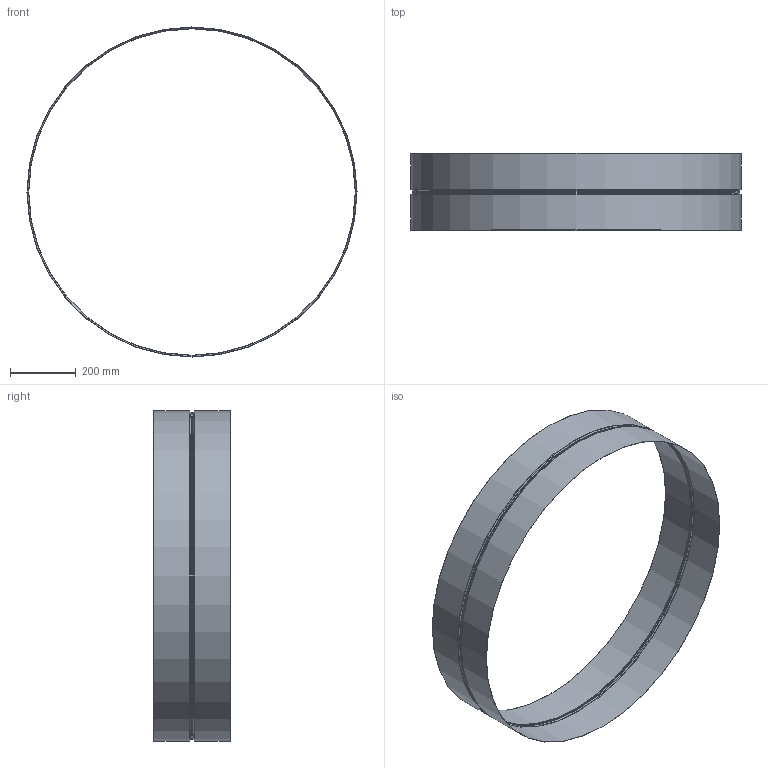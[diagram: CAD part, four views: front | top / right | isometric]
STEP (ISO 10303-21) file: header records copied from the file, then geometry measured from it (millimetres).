
FILE_DESCRIPTION((''),'2;1');
FILE_NAME('HM-1000.stp','2014-02-20T08:08:04',(''),(''),'Autodesk Inventor 2013','Autodesk Inventor 2013','');
FILE_SCHEMA(('AUTOMOTIVE_DESIGN { 1 2 10303 214 0 1 1 1 }'));
Length unit declared in the file: millimetre
Products named in the file (1): HM-1000
Bounding box: 1001.1 x 232 x 1001.1 mm (x, y, z)
Volume: 371103.3 mm3; surface area: 1487792.9 mm2
Topology: 1 solids, 1 shells, 38 faces, 76 edges, 40 vertices
Faces by surface type: plane 20, torus 8, cylinder 6, cone 4
Full cylindrical faces by diameter (mm): 990.1 x1, 991.1 x1, 1000.1 x2, 1001.1 x2
Entity records: 1031 total; most frequent: DIRECTION 190, CARTESIAN_POINT 155, ORIENTED_EDGE 152, EDGE_CURVE 76, AXIS2_PLACEMENT_3D 75, VERTEX_POINT 40, VECTOR 40, LINE 40
